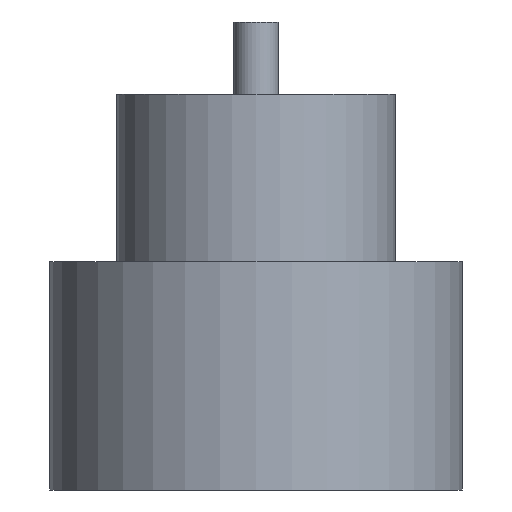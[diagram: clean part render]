
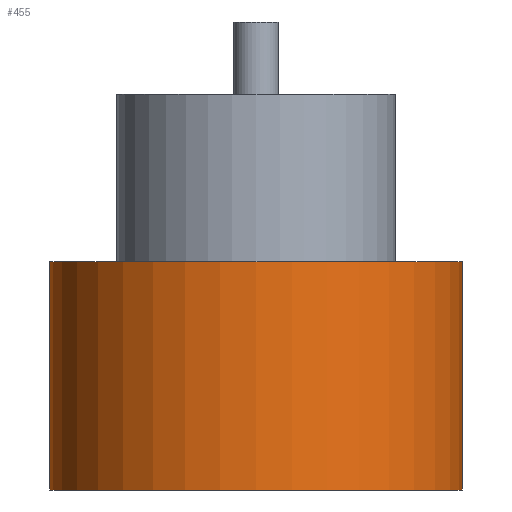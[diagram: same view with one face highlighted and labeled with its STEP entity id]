
A CAD part, front view. The second image highlights one B-rep face of the part: STEP entity #455.
In plain terms, the highlighted cylindrical face has radius 1.85 mm (diameter 3.7 mm), a partial arc.
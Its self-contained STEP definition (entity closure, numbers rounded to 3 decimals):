
#3 = CIRCLE ( 'NONE', #762, 1.85 ) ;
#43 = ORIENTED_EDGE ( 'NONE', *, *, #130, .F. ) ;
#44 = CARTESIAN_POINT ( 'NONE',  ( 0., 0., 1.55 ) ) ;
#59 = CYLINDRICAL_SURFACE ( 'NONE', #710, 1.85 ) ;
#76 = DIRECTION ( 'NONE',  ( -1., 0., 0. ) ) ;
#99 = CARTESIAN_POINT ( 'NONE',  ( -1.85, 0., 3.05 ) ) ;
#107 = AXIS2_PLACEMENT_3D ( 'NONE', #44, #632, #492 ) ;
#130 = EDGE_CURVE ( 'NONE', #270, #729, #799, .T. ) ;
#182 = CARTESIAN_POINT ( 'NONE',  ( -1.85, 0., -0.5 ) ) ;
#197 = CARTESIAN_POINT ( 'NONE',  ( 0., 0., -0.5 ) ) ;
#228 = FACE_OUTER_BOUND ( 'NONE', #740, .T. ) ;
#251 = VERTEX_POINT ( 'NONE', #309 ) ;
#259 = ORIENTED_EDGE ( 'NONE', *, *, #738, .F. ) ;
#270 = VERTEX_POINT ( 'NONE', #373 ) ;
#273 = DIRECTION ( 'NONE',  ( 1., 0., 0. ) ) ;
#288 = VERTEX_POINT ( 'NONE', #182 ) ;
#305 = VECTOR ( 'NONE', #828, 1000. ) ;
#309 = CARTESIAN_POINT ( 'NONE',  ( 1.85, 0., -0.5 ) ) ;
#317 = LINE ( 'NONE', #505, #662 ) ;
#319 = ORIENTED_EDGE ( 'NONE', *, *, #421, .T. ) ;
#342 = DIRECTION ( 'NONE',  ( 0., 0., 1. ) ) ;
#351 = ORIENTED_EDGE ( 'NONE', *, *, #621, .T. ) ;
#365 = CARTESIAN_POINT ( 'NONE',  ( 1.85, 0., 1.55 ) ) ;
#373 = CARTESIAN_POINT ( 'NONE',  ( -1.85, 0., 1.55 ) ) ;
#421 = EDGE_CURVE ( 'NONE', #288, #251, #3, .T. ) ;
#455 = ADVANCED_FACE ( 'NONE', ( #228 ), #59, .T. ) ;
#492 = DIRECTION ( 'NONE',  ( 1., 0., 0. ) ) ;
#505 = CARTESIAN_POINT ( 'NONE',  ( 1.85, 0., 3.05 ) ) ;
#604 = CARTESIAN_POINT ( 'NONE',  ( 0., 0., 3.05 ) ) ;
#608 = DIRECTION ( 'NONE',  ( 0., 0., -1. ) ) ;
#621 = EDGE_CURVE ( 'NONE', #270, #288, #726, .T. ) ;
#632 = DIRECTION ( 'NONE',  ( 0., 0., 1. ) ) ;
#662 = VECTOR ( 'NONE', #849, 1000. ) ;
#710 = AXIS2_PLACEMENT_3D ( 'NONE', #604, #608, #76 ) ;
#726 = LINE ( 'NONE', #99, #305 ) ;
#729 = VERTEX_POINT ( 'NONE', #365 ) ;
#738 = EDGE_CURVE ( 'NONE', #729, #251, #317, .T. ) ;
#740 = EDGE_LOOP ( 'NONE', ( #259, #43, #351, #319 ) ) ;
#762 = AXIS2_PLACEMENT_3D ( 'NONE', #197, #342, #273 ) ;
#799 = CIRCLE ( 'NONE', #107, 1.85 ) ;
#828 = DIRECTION ( 'NONE',  ( 0., 0., -1. ) ) ;
#849 = DIRECTION ( 'NONE',  ( 0., 0., -1. ) ) ;
